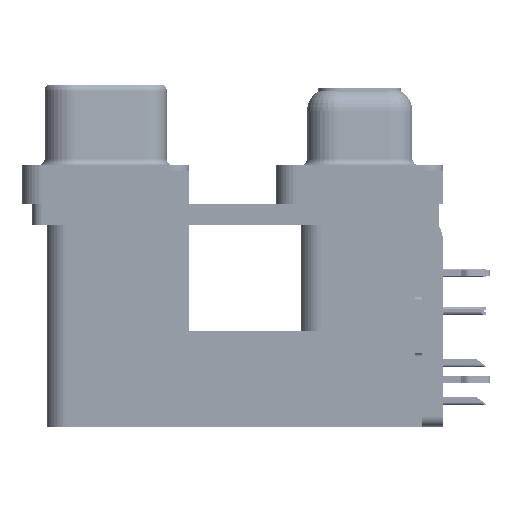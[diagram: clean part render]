
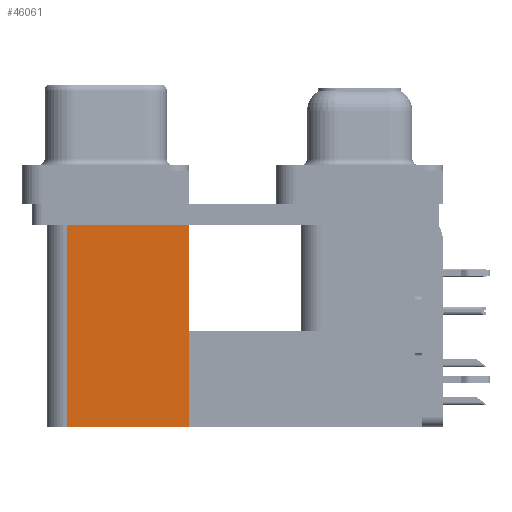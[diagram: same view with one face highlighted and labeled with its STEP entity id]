
A CAD part, left-side view. The second image highlights one B-rep face of the part: STEP entity #46061.
In plain terms, the highlighted planar face has unit normal (-1, 0, 0).
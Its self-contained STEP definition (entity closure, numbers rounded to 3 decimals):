
#82 = LINE ( 'NONE', #45479, #5370 ) ;
#979 = ORIENTED_EDGE ( 'NONE', *, *, #27634, .T. ) ;
#3972 = AXIS2_PLACEMENT_3D ( 'NONE', #35387, #26666, #49682 ) ;
#3999 = EDGE_CURVE ( 'NONE', #25231, #24164, #7520, .T. ) ;
#5370 = VECTOR ( 'NONE', #18141, 1000. ) ;
#7161 = CARTESIAN_POINT ( 'NONE',  ( 3.7, 12.775, -2.5 ) ) ;
#7224 = EDGE_CURVE ( 'NONE', #13992, #25231, #9959, .T. ) ;
#7520 = LINE ( 'NONE', #32977, #48195 ) ;
#9959 = LINE ( 'NONE', #40776, #38396 ) ;
#11655 = ORIENTED_EDGE ( 'NONE', *, *, #27381, .T. ) ;
#13992 = VERTEX_POINT ( 'NONE', #26736 ) ;
#18141 = DIRECTION ( 'NONE',  ( 0., 1., 0. ) ) ;
#21006 = ORIENTED_EDGE ( 'NONE', *, *, #7224, .F. ) ;
#22638 = LINE ( 'NONE', #40385, #45381 ) ;
#22887 = FACE_OUTER_BOUND ( 'NONE', #55277, .T. ) ;
#24164 = VERTEX_POINT ( 'NONE', #53654 ) ;
#25231 = VERTEX_POINT ( 'NONE', #49868 ) ;
#26666 = DIRECTION ( 'NONE',  ( 1., 0., 0. ) ) ;
#26736 = CARTESIAN_POINT ( 'NONE',  ( 3.7, 12.775, -19.2 ) ) ;
#27381 = EDGE_CURVE ( 'NONE', #55757, #24164, #82, .T. ) ;
#27634 = EDGE_CURVE ( 'NONE', #13992, #55757, #22638, .T. ) ;
#31050 = PLANE ( 'NONE',  #3972 ) ;
#32977 = CARTESIAN_POINT ( 'NONE',  ( 3.7, 21.975, -19.2 ) ) ;
#33692 = DIRECTION ( 'NONE',  ( 0., 1., 0. ) ) ;
#35387 = CARTESIAN_POINT ( 'NONE',  ( 3.7, 12.775, -19.2 ) ) ;
#38396 = VECTOR ( 'NONE', #33692, 1000. ) ;
#40385 = CARTESIAN_POINT ( 'NONE',  ( 3.7, 12.775, -19.2 ) ) ;
#40776 = CARTESIAN_POINT ( 'NONE',  ( 3.7, 12.775, -19.2 ) ) ;
#42821 = DIRECTION ( 'NONE',  ( 0., 0., 1. ) ) ;
#45381 = VECTOR ( 'NONE', #42821, 1000. ) ;
#45479 = CARTESIAN_POINT ( 'NONE',  ( 3.7, 12.775, -2.5 ) ) ;
#46061 = ADVANCED_FACE ( 'NONE', ( #22887 ), #31050, .F. ) ;
#48195 = VECTOR ( 'NONE', #55408, 1000. ) ;
#49682 = DIRECTION ( 'NONE',  ( 0., 1., 0. ) ) ;
#49868 = CARTESIAN_POINT ( 'NONE',  ( 3.7, 21.975, -19.2 ) ) ;
#53077 = ORIENTED_EDGE ( 'NONE', *, *, #3999, .F. ) ;
#53654 = CARTESIAN_POINT ( 'NONE',  ( 3.7, 21.975, -2.5 ) ) ;
#55277 = EDGE_LOOP ( 'NONE', ( #11655, #53077, #21006, #979 ) ) ;
#55408 = DIRECTION ( 'NONE',  ( 0., 0., 1. ) ) ;
#55757 = VERTEX_POINT ( 'NONE', #7161 ) ;
